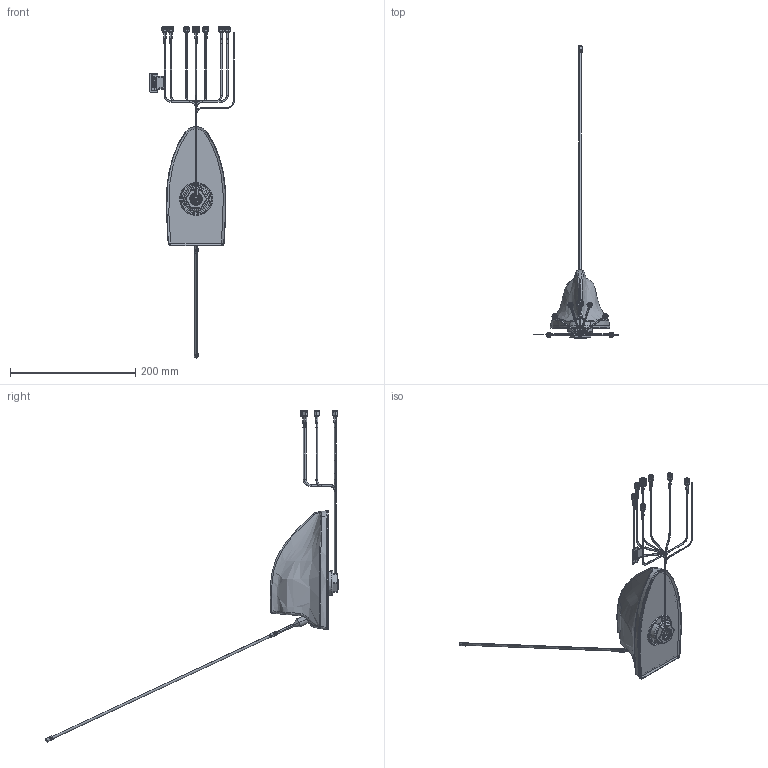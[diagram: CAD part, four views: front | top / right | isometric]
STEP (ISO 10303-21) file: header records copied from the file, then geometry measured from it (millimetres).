
FILE_DESCRIPTION (( 'STEP AP214' ), '1' );
FILE_NAME ('MA1290.K.LBICGRT.001_Web.STEP', '2024-07-23T08:59:08', ( '' ), ( '' ), 'SwSTEP 2.0', 'SolidWorks 2022', '' );
FILE_SCHEMA (( 'AUTOMOTIVE_DESIGN' ));
Length unit declared in the file: millimetre
Products named in the file (1): MA1290.K.LBICGRT.001_Web
Bounding box: 134.95 x 468.78 x 530.94 mm (x, y, z)
Surface area: 101115.5 mm2 (no closed solid volume)
Topology: 0 solids, 158 shells, 778 faces, 3216 edges, 2572 vertices
Faces by surface type: cylinder 277, bspline 176, plane 149, torus 93, cone 80, sphere 3
Entity records: 72245 total; most frequent: CARTESIAN_POINT 41563, ORIENTED_EDGE 4427, DIRECTION 3622, EDGE_CURVE 3211, VERTEX_POINT 2572, AXIS2_PLACEMENT_3D 1367, B_SPLINE_CURVE_WITH_KNOTS 1061, LINE 888
